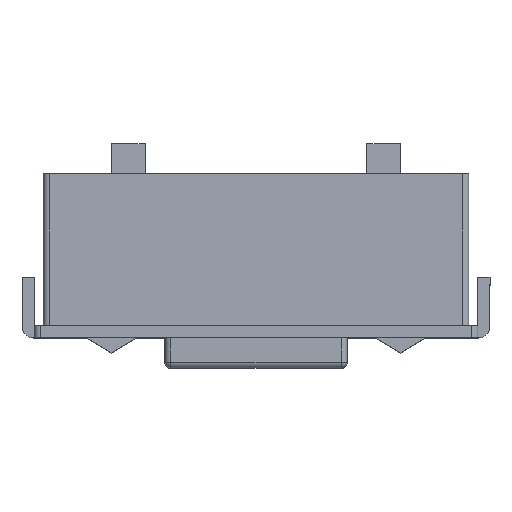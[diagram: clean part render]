
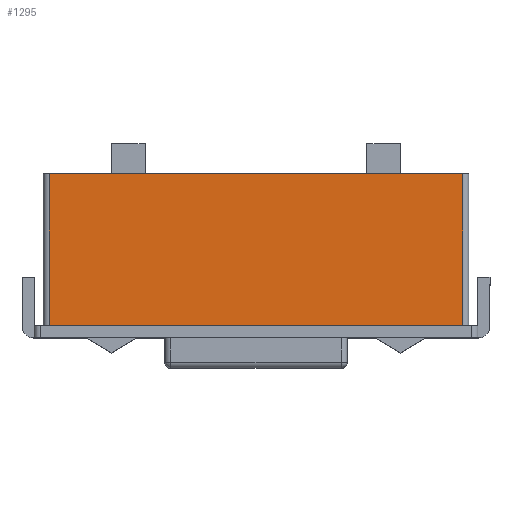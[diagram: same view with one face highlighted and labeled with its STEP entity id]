
A CAD part, top view. The second image highlights one B-rep face of the part: STEP entity #1295.
In plain terms, the highlighted planar face has unit normal (0, 0, 1).
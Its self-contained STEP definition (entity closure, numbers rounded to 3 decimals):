
#1295 = ADVANCED_FACE ( 'NONE', ( #8344 ), #1795, .F. ) ;
#1795 = PLANE ( 'NONE',  #15772 ) ;
#1895 = DIRECTION ( 'NONE',  ( 0., 0., -1. ) ) ;
#2643 = EDGE_CURVE ( 'NONE', #5839, #8595, #16428, .T. ) ;
#4232 = ORIENTED_EDGE ( 'NONE', *, *, #13999, .T. ) ;
#4864 = DIRECTION ( 'NONE',  ( 1., 0., 0. ) ) ;
#5125 = EDGE_LOOP ( 'NONE', ( #11424, #4232, #16976, #7439 ) ) ;
#5451 = CARTESIAN_POINT ( 'NONE',  ( 3.4, -0.785, 1.75 ) ) ;
#5822 = LINE ( 'NONE', #12395, #14162 ) ;
#5827 = VERTEX_POINT ( 'NONE', #6101 ) ;
#5839 = VERTEX_POINT ( 'NONE', #12455 ) ;
#6101 = CARTESIAN_POINT ( 'NONE',  ( -3.4, -0.785, 1.75 ) ) ;
#7439 = ORIENTED_EDGE ( 'NONE', *, *, #10362, .T. ) ;
#8344 = FACE_OUTER_BOUND ( 'NONE', #5125, .T. ) ;
#8595 = VERTEX_POINT ( 'NONE', #9032 ) ;
#8849 = VERTEX_POINT ( 'NONE', #5451 ) ;
#9032 = CARTESIAN_POINT ( 'NONE',  ( 3.4, 1.715, 1.75 ) ) ;
#9338 = EDGE_CURVE ( 'NONE', #5827, #8849, #14535, .T. ) ;
#9893 = CARTESIAN_POINT ( 'NONE',  ( 2.4, 1.715, 1.75 ) ) ;
#10053 = CARTESIAN_POINT ( 'NONE',  ( 3.5, 12.841, 1.75 ) ) ;
#10362 = EDGE_CURVE ( 'NONE', #8849, #8595, #5822, .T. ) ;
#10982 = VECTOR ( 'NONE', #4864, 1000. ) ;
#11424 = ORIENTED_EDGE ( 'NONE', *, *, #2643, .F. ) ;
#12014 = DIRECTION ( 'NONE',  ( 0., 1., 0. ) ) ;
#12395 = CARTESIAN_POINT ( 'NONE',  ( 3.4, 12.841, 1.75 ) ) ;
#12455 = CARTESIAN_POINT ( 'NONE',  ( -3.4, 1.715, 1.75 ) ) ;
#13573 = VECTOR ( 'NONE', #17394, 1000. ) ;
#13668 = VECTOR ( 'NONE', #14930, 1000. ) ;
#13999 = EDGE_CURVE ( 'NONE', #5839, #5827, #15561, .T. ) ;
#14162 = VECTOR ( 'NONE', #18947, 1000. ) ;
#14535 = LINE ( 'NONE', #21011, #10982 ) ;
#14930 = DIRECTION ( 'NONE',  ( 1., 0., 0. ) ) ;
#15561 = LINE ( 'NONE', #20755, #13573 ) ;
#15772 = AXIS2_PLACEMENT_3D ( 'NONE', #10053, #1895, #12014 ) ;
#16428 = LINE ( 'NONE', #9893, #13668 ) ;
#16976 = ORIENTED_EDGE ( 'NONE', *, *, #9338, .T. ) ;
#17394 = DIRECTION ( 'NONE',  ( 0., -1., 0. ) ) ;
#18947 = DIRECTION ( 'NONE',  ( 0., 1., 0. ) ) ;
#20755 = CARTESIAN_POINT ( 'NONE',  ( -3.4, 12.841, 1.75 ) ) ;
#21011 = CARTESIAN_POINT ( 'NONE',  ( 3.5, -0.785, 1.75 ) ) ;
